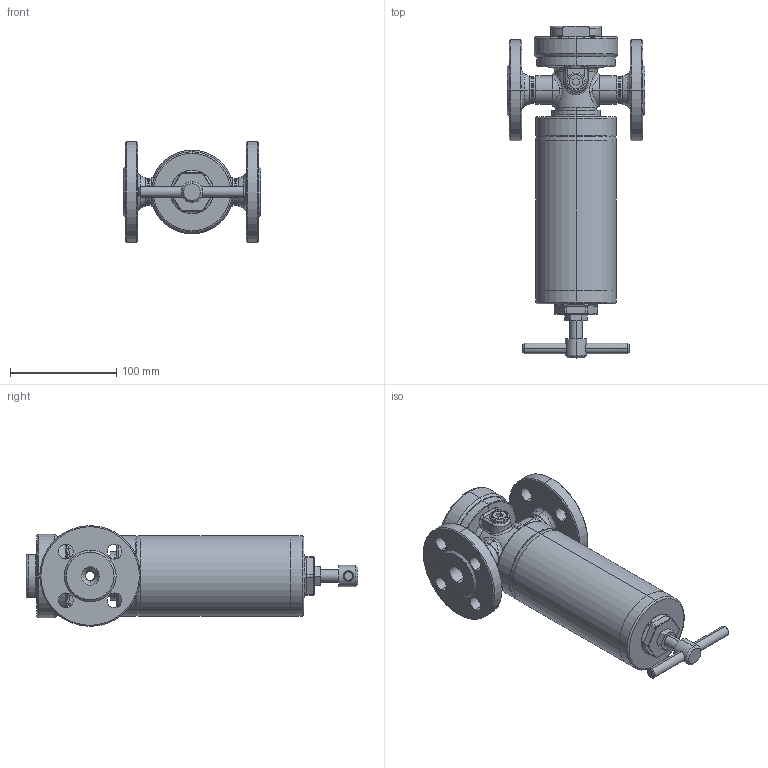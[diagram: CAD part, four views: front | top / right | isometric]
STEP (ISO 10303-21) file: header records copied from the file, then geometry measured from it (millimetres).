
FILE_DESCRIPTION (( 'STEP AP203' ), '1' );
FILE_NAME ('Typ 80 BG 0.STEP', '2019-04-10T08:25:43', ( '' ), ( '' ), 'SwSTEP 2.0', 'SolidWorks 2016', '' );
FILE_SCHEMA (( 'CONFIG_CONTROL_DESIGN' ));
Length unit declared in the file: millimetre
Products named in the file (1): Typ 80 BG 0
Bounding box: 130 x 313.1 x 95 mm (x, y, z)
Volume: 596720.1 mm3; surface area: 202361.5 mm2
Topology: 10 solids, 10 shells, 474 faces, 1027 edges, 602 vertices
Faces by surface type: cylinder 165, cone 118, torus 88, plane 83, bspline 20
Entity records: 16033 total; most frequent: CARTESIAN_POINT 5484, DIRECTION 2384, ORIENTED_EDGE 2054, AXIS2_PLACEMENT_3D 1034, EDGE_CURVE 1027, VERTEX_POINT 602, CIRCLE 579, EDGE_LOOP 539
